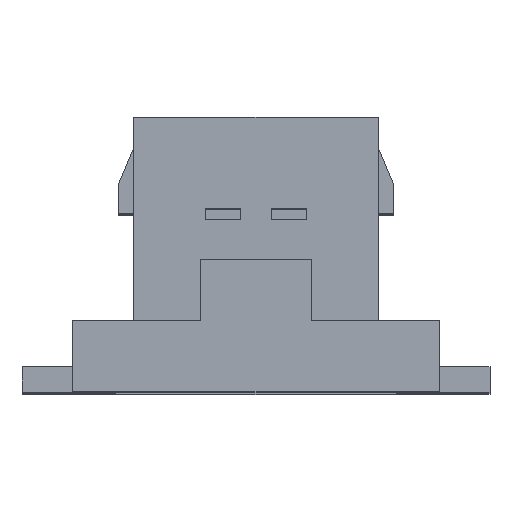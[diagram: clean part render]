
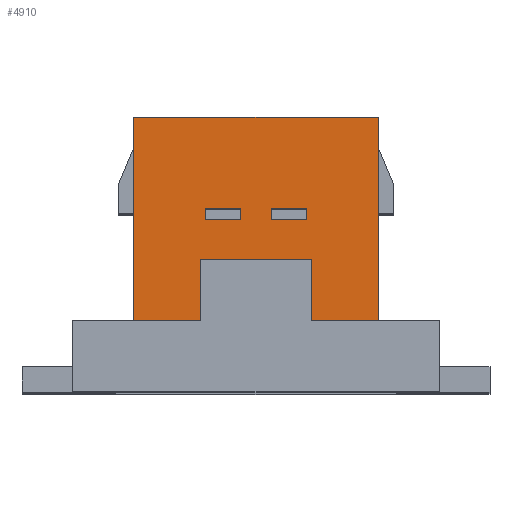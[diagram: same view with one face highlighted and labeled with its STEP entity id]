
A CAD part, top view. The second image highlights one B-rep face of the part: STEP entity #4910.
In plain terms, the highlighted planar face has unit normal (0, 0, 1).
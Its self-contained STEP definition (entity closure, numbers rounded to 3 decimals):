
#3520=CARTESIAN_POINT('',(-0.074,-1.733,-1.83));
#3530=DIRECTION('',(0.,0.,1.));
#3540=DIRECTION('',(1.,0.,0.));
#3550=AXIS2_PLACEMENT_3D('',#3520,#3530,#3540);
#3560=PLANE('',#3550);
#3570=CARTESIAN_POINT('',(0.087,0.,-1.83));
#3580=DIRECTION('',(0.,1.,0.));
#3590=VECTOR('',#3580,1.);
#3600=LINE('',#3570,#3590);
#3610=CARTESIAN_POINT('',(0.087,-2.319,-1.83));
#3620=VERTEX_POINT('',#3610);
#3630=CARTESIAN_POINT('',(0.087,-1.719,-1.83));
#3640=VERTEX_POINT('',#3630);
#3650=EDGE_CURVE('',#3620,#3640,#3600,.T.);
#3660=ORIENTED_EDGE('',*,*,#3650,.T.);
#3670=CARTESIAN_POINT('',(0.,-2.319,-1.83));
#3680=DIRECTION('',(-1.,0.,0.));
#3690=VECTOR('',#3680,1.);
#3700=LINE('',#3670,#3690);
#3710=CARTESIAN_POINT('',(-0.563,-2.319,-1.83));
#3720=VERTEX_POINT('',#3710);
#3730=EDGE_CURVE('',#3620,#3720,#3700,.T.);
#3740=ORIENTED_EDGE('',*,*,#3730,.F.);
#3750=CARTESIAN_POINT('',(-0.563,0.,-1.83));
#3760=DIRECTION('',(0.,-1.,0.));
#3770=VECTOR('',#3760,1.);
#3780=LINE('',#3750,#3770);
#3790=CARTESIAN_POINT('',(-0.563,-0.319,-1.83));
#3800=VERTEX_POINT('',#3790);
#3810=EDGE_CURVE('',#3800,#3720,#3780,.T.);
#3820=ORIENTED_EDGE('',*,*,#3810,.T.);
#3830=CARTESIAN_POINT('',(0.,-0.319,-1.83));
#3840=DIRECTION('',(1.,0.,0.));
#3850=VECTOR('',#3840,1.);
#3860=LINE('',#3830,#3850);
#3870=CARTESIAN_POINT('',(1.837,-0.319,-1.83));
#3880=VERTEX_POINT('',#3870);
#3890=EDGE_CURVE('',#3800,#3880,#3860,.T.);
#3900=ORIENTED_EDGE('',*,*,#3890,.F.);
#3910=CARTESIAN_POINT('',(1.837,0.,-1.83));
#3920=DIRECTION('',(0.,-1.,0.));
#3930=VECTOR('',#3920,1.);
#3940=LINE('',#3910,#3930);
#3950=CARTESIAN_POINT('',(1.837,-2.319,-1.83));
#3960=VERTEX_POINT('',#3950);
#3970=EDGE_CURVE('',#3880,#3960,#3940,.T.);
#3980=ORIENTED_EDGE('',*,*,#3970,.F.);
#3990=CARTESIAN_POINT('',(0.,-2.319,-1.83));
#4000=DIRECTION('',(-1.,0.,0.));
#4010=VECTOR('',#4000,1.);
#4020=LINE('',#3990,#4010);
#4030=CARTESIAN_POINT('',(1.187,-2.319,-1.83));
#4040=VERTEX_POINT('',#4030);
#4050=EDGE_CURVE('',#3960,#4040,#4020,.T.);
#4060=ORIENTED_EDGE('',*,*,#4050,.F.);
#4070=CARTESIAN_POINT('',(1.187,0.,-1.83));
#4080=DIRECTION('',(0.,-1.,0.));
#4090=VECTOR('',#4080,1.);
#4100=LINE('',#4070,#4090);
#4110=CARTESIAN_POINT('',(1.187,-1.719,-1.83));
#4120=VERTEX_POINT('',#4110);
#4130=EDGE_CURVE('',#4120,#4040,#4100,.T.);
#4140=ORIENTED_EDGE('',*,*,#4130,.T.);
#4150=CARTESIAN_POINT('',(0.,-1.719,-1.83));
#4160=DIRECTION('',(-1.,0.,0.));
#4170=VECTOR('',#4160,1.);
#4180=LINE('',#4150,#4170);
#4190=EDGE_CURVE('',#4120,#3640,#4180,.T.);
#4200=ORIENTED_EDGE('',*,*,#4190,.F.);
#4210=EDGE_LOOP('',(#4200,#4140,#4060,#3980,#3900,#3820,#3740,#3660));
#4220=FACE_OUTER_BOUND('',#4210,.T.);
#4230=CARTESIAN_POINT('',(0.,-1.219,-1.83));
#4240=DIRECTION('',(-1.,0.,0.));
#4250=VECTOR('',#4240,1.);
#4260=LINE('',#4230,#4250);
#4270=CARTESIAN_POINT('',(0.487,-1.219,-1.83));
#4280=VERTEX_POINT('',#4270);
#4290=CARTESIAN_POINT('',(0.137,-1.219,-1.83));
#4300=VERTEX_POINT('',#4290);
#4310=EDGE_CURVE('',#4280,#4300,#4260,.T.);
#4320=ORIENTED_EDGE('',*,*,#4310,.F.);
#4330=CARTESIAN_POINT('',(0.137,0.,-1.83));
#4340=DIRECTION('',(0.,-1.,0.));
#4350=VECTOR('',#4340,1.);
#4360=LINE('',#4330,#4350);
#4370=CARTESIAN_POINT('',(0.137,-1.319,-1.83));
#4380=VERTEX_POINT('',#4370);
#4390=EDGE_CURVE('',#4300,#4380,#4360,.T.);
#4400=ORIENTED_EDGE('',*,*,#4390,.F.);
#4410=CARTESIAN_POINT('',(0.,-1.319,-1.83));
#4420=DIRECTION('',(1.,0.,0.));
#4430=VECTOR('',#4420,1.);
#4440=LINE('',#4410,#4430);
#4450=CARTESIAN_POINT('',(0.487,-1.319,-1.83));
#4460=VERTEX_POINT('',#4450);
#4470=EDGE_CURVE('',#4380,#4460,#4440,.T.);
#4480=ORIENTED_EDGE('',*,*,#4470,.F.);
#4490=CARTESIAN_POINT('',(0.487,0.,-1.83));
#4500=DIRECTION('',(0.,1.,0.));
#4510=VECTOR('',#4500,1.);
#4520=LINE('',#4490,#4510);
#4530=EDGE_CURVE('',#4460,#4280,#4520,.T.);
#4540=ORIENTED_EDGE('',*,*,#4530,.F.);
#4550=EDGE_LOOP('',(#4540,#4480,#4400,#4320));
#4560=FACE_BOUND('',#4550,.T.);
#4570=CARTESIAN_POINT('',(0.,-1.219,-1.83));
#4580=DIRECTION('',(1.,0.,0.));
#4590=VECTOR('',#4580,1.);
#4600=LINE('',#4570,#4590);
#4610=CARTESIAN_POINT('',(0.787,-1.219,-1.83));
#4620=VERTEX_POINT('',#4610);
#4630=CARTESIAN_POINT('',(1.137,-1.219,-1.83));
#4640=VERTEX_POINT('',#4630);
#4650=EDGE_CURVE('',#4620,#4640,#4600,.T.);
#4660=ORIENTED_EDGE('',*,*,#4650,.T.);
#4670=CARTESIAN_POINT('',(0.787,0.,-1.83));
#4680=DIRECTION('',(0.,1.,0.));
#4690=VECTOR('',#4680,1.);
#4700=LINE('',#4670,#4690);
#4710=CARTESIAN_POINT('',(0.787,-1.319,-1.83));
#4720=VERTEX_POINT('',#4710);
#4730=EDGE_CURVE('',#4720,#4620,#4700,.T.);
#4740=ORIENTED_EDGE('',*,*,#4730,.T.);
#4750=CARTESIAN_POINT('',(0.,-1.319,-1.83));
#4760=DIRECTION('',(-1.,0.,0.));
#4770=VECTOR('',#4760,1.);
#4780=LINE('',#4750,#4770);
#4790=CARTESIAN_POINT('',(1.137,-1.319,-1.83));
#4800=VERTEX_POINT('',#4790);
#4810=EDGE_CURVE('',#4800,#4720,#4780,.T.);
#4820=ORIENTED_EDGE('',*,*,#4810,.T.);
#4830=CARTESIAN_POINT('',(1.137,0.,-1.83));
#4840=DIRECTION('',(0.,-1.,0.));
#4850=VECTOR('',#4840,1.);
#4860=LINE('',#4830,#4850);
#4870=EDGE_CURVE('',#4640,#4800,#4860,.T.);
#4880=ORIENTED_EDGE('',*,*,#4870,.T.);
#4890=EDGE_LOOP('',(#4880,#4820,#4740,#4660));
#4900=FACE_BOUND('',#4890,.T.);
#4910=ADVANCED_FACE('',(#4220,#4560,#4900),#3560,.T.);
